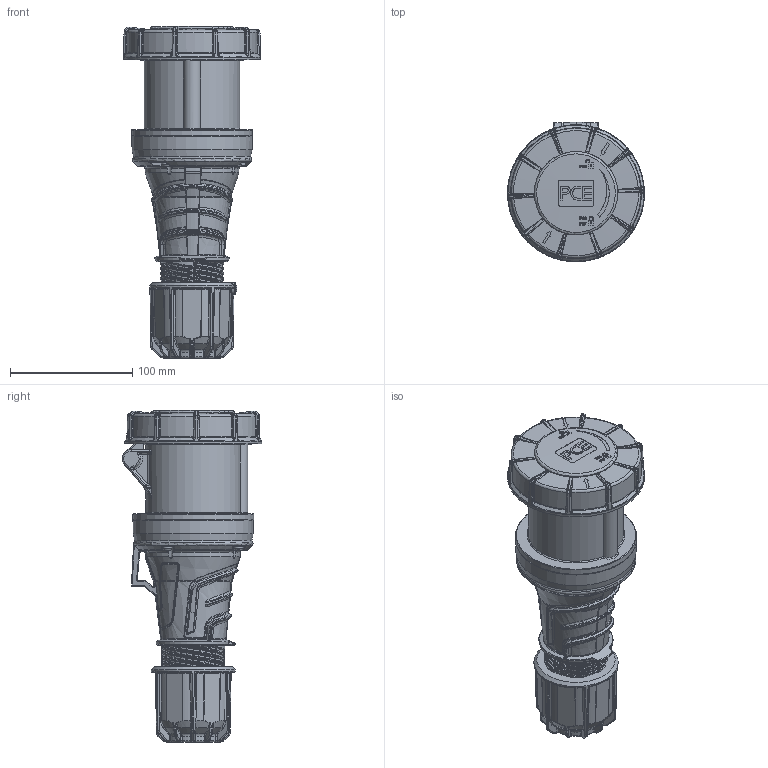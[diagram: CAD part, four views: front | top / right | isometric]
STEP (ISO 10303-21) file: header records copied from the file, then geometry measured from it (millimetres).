
FILE_DESCRIPTION (( 'STEP AP203' ), '1' );
FILE_NAME ('233-6,234-6,235-6_facelift.STEP', '2020-03-30T09:30:37', ( '' ), ( '' ), 'SwSTEP 2.0', 'SolidWorks 2019', '' );
FILE_SCHEMA (( 'CONFIG_CONTROL_DESIGN' ));
Length unit declared in the file: millimetre
Products named in the file (1): 233-6,234-6,235-6_facelift
Bounding box: 111.86 x 113.92 x 271.12 mm (x, y, z)
Volume: 1195649.8 mm3; surface area: 96633.1 mm2
Topology: 1 solids, 1 shells, 2664 faces, 6501 edges, 3787 vertices
Faces by surface type: bspline 1462, plane 430, cylinder 250, torus 226, cone 210, sphere 86
Full cylindrical faces by diameter (mm): 7.4 x2, 51.78 x1, 65.022 x1, 98.48 x1, 111.86 x1
Entity records: 144035 total; most frequent: CARTESIAN_POINT 93696, ORIENTED_EDGE 12702, DIRECTION 7585, EDGE_CURVE 6351, VERTEX_POINT 3759, AXIS2_PLACEMENT_3D 3329, B_SPLINE_CURVE_WITH_KNOTS 3116, EDGE_LOOP 2738
